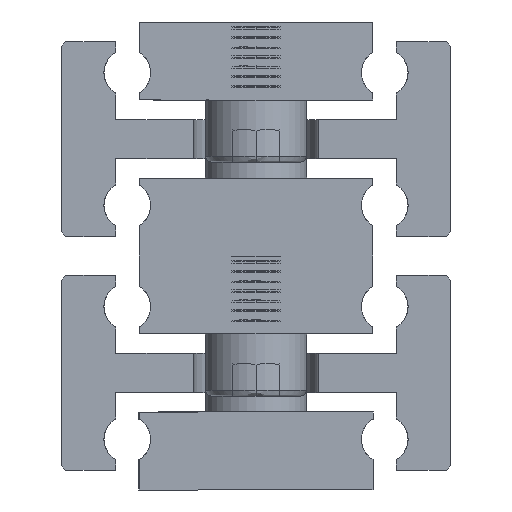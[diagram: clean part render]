
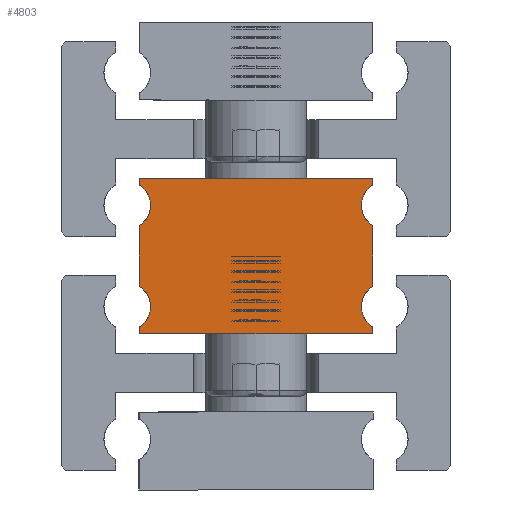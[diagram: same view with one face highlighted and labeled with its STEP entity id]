
A CAD part, front view. The second image highlights one B-rep face of the part: STEP entity #4803.
In plain terms, the highlighted planar face has unit normal (0, -1, 0).
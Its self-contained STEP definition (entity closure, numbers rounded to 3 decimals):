
#2457=CARTESIAN_POINT('',(0.,-400.0,-3.5));
#2458=VERTEX_POINT('',#2457);
#2622=CARTESIAN_POINT('',(-13.5,-400.0,0.));
#2623=VERTEX_POINT('',#2622);
#2632=CARTESIAN_POINT('',(-15.0,-400.0,2.598));
#2633=VERTEX_POINT('',#2632);
#2634=CARTESIAN_POINT('',(-16.5,-400.0,0.0));
#2635=DIRECTION('',(0.0,1.0,0.0));
#2636=DIRECTION('',(1.0,0.0,0.0));
#2637=AXIS2_PLACEMENT_3D('',#2634,#2635,#2636);
#2638=CIRCLE('',#2637,3.0);
#2639=EDGE_CURVE('',#2633,#2623,#2638,.T.);
#2771=CARTESIAN_POINT('',(15.0,-400.0,2.598));
#2772=VERTEX_POINT('',#2771);
#2779=CARTESIAN_POINT('',(13.5,-400.0,0.));
#2780=VERTEX_POINT('',#2779);
#2781=CARTESIAN_POINT('',(16.5,-400.0,0.0));
#2782=DIRECTION('',(0.0,1.0,0.0));
#2783=DIRECTION('',(1.0,0.0,0.0));
#2784=AXIS2_PLACEMENT_3D('',#2781,#2782,#2783);
#2785=CIRCLE('',#2784,3.0);
#2786=EDGE_CURVE('',#2780,#2772,#2785,.T.);
#2848=CARTESIAN_POINT('',(-13.5,-400.0,13.0));
#2849=VERTEX_POINT('',#2848);
#2858=CARTESIAN_POINT('',(-15.0,-400.0,15.598));
#2859=VERTEX_POINT('',#2858);
#2860=CARTESIAN_POINT('',(-16.5,-400.0,13.0));
#2861=DIRECTION('',(0.0,1.0,0.0));
#2862=DIRECTION('',(1.0,0.0,0.0));
#2863=AXIS2_PLACEMENT_3D('',#2860,#2861,#2862);
#2864=CIRCLE('',#2863,3.0);
#2865=EDGE_CURVE('',#2859,#2849,#2864,.T.);
#2997=CARTESIAN_POINT('',(15.0,-400.0,15.598));
#2998=VERTEX_POINT('',#2997);
#3005=CARTESIAN_POINT('',(13.5,-400.0,13.0));
#3006=VERTEX_POINT('',#3005);
#3007=CARTESIAN_POINT('',(16.5,-400.0,13.0));
#3008=DIRECTION('',(0.0,1.0,0.0));
#3009=DIRECTION('',(1.0,0.0,0.0));
#3010=AXIS2_PLACEMENT_3D('',#3007,#3008,#3009);
#3011=CIRCLE('',#3010,3.0);
#3012=EDGE_CURVE('',#3006,#2998,#3011,.T.);
#4084=CARTESIAN_POINT('',(-15.,-400.0,16.5));
#4085=VERTEX_POINT('',#4084);
#4092=CARTESIAN_POINT('',(15.0,-400.0,16.5));
#4093=VERTEX_POINT('',#4092);
#4094=CARTESIAN_POINT('',(-15.,-400.0,16.5));
#4095=DIRECTION('',(1.0,0.0,0.0));
#4096=VECTOR('',#4095,30.);
#4097=LINE('',#4094,#4096);
#4098=EDGE_CURVE('',#4085,#4093,#4097,.T.);
#4291=CARTESIAN_POINT('',(15.0,-400.0,16.5));
#4292=DIRECTION('',(0.0,0.0,-1.0));
#4293=VECTOR('',#4292,0.902);
#4294=LINE('',#4291,#4293);
#4295=EDGE_CURVE('',#4093,#2998,#4294,.T.);
#4308=CARTESIAN_POINT('',(15.0,-400.0,10.402));
#4309=VERTEX_POINT('',#4308);
#4316=CARTESIAN_POINT('',(15.0,-400.0,10.402));
#4317=DIRECTION('',(0.0,0.0,-1.0));
#4318=VECTOR('',#4317,7.804);
#4319=LINE('',#4316,#4318);
#4320=EDGE_CURVE('',#4309,#2772,#4319,.T.);
#4489=CARTESIAN_POINT('',(15.0,-400.0,-2.598));
#4490=VERTEX_POINT('',#4489);
#4497=CARTESIAN_POINT('',(15.0,-400.0,-3.5));
#4498=VERTEX_POINT('',#4497);
#4499=CARTESIAN_POINT('',(15.0,-400.0,-2.598));
#4500=DIRECTION('',(0.0,0.0,-1.0));
#4501=VECTOR('',#4500,0.902);
#4502=LINE('',#4499,#4501);
#4503=EDGE_CURVE('',#4490,#4498,#4502,.T.);
#4539=CARTESIAN_POINT('',(16.5,-400.0,13.0));
#4540=DIRECTION('',(0.0,1.0,0.0));
#4541=DIRECTION('',(1.0,0.0,0.0));
#4542=AXIS2_PLACEMENT_3D('',#4539,#4540,#4541);
#4543=CIRCLE('',#4542,3.0);
#4544=EDGE_CURVE('',#4309,#3006,#4543,.T.);
#4579=CARTESIAN_POINT('',(-15.0,-400.0,10.402));
#4580=VERTEX_POINT('',#4579);
#4587=CARTESIAN_POINT('',(-16.5,-400.0,13.0));
#4588=DIRECTION('',(0.0,1.0,0.0));
#4589=DIRECTION('',(1.0,0.0,0.0));
#4590=AXIS2_PLACEMENT_3D('',#4587,#4588,#4589);
#4591=CIRCLE('',#4590,3.0);
#4592=EDGE_CURVE('',#2849,#4580,#4591,.T.);
#4610=CARTESIAN_POINT('',(-15.0,-400.0,2.598));
#4611=DIRECTION('',(0.0,0.0,1.0));
#4612=VECTOR('',#4611,7.804);
#4613=LINE('',#4610,#4612);
#4614=EDGE_CURVE('',#2633,#4580,#4613,.T.);
#4684=CARTESIAN_POINT('',(16.5,-400.0,0.0));
#4685=DIRECTION('',(0.0,1.0,0.0));
#4686=DIRECTION('',(1.0,0.0,0.0));
#4687=AXIS2_PLACEMENT_3D('',#4684,#4685,#4686);
#4688=CIRCLE('',#4687,3.0);
#4689=EDGE_CURVE('',#4490,#2780,#4688,.T.);
#4710=CARTESIAN_POINT('',(-15.0,-400.0,-2.598));
#4711=VERTEX_POINT('',#4710);
#4718=CARTESIAN_POINT('',(-16.5,-400.0,0.0));
#4719=DIRECTION('',(0.0,1.0,0.0));
#4720=DIRECTION('',(1.0,0.0,0.0));
#4721=AXIS2_PLACEMENT_3D('',#4718,#4719,#4720);
#4722=CIRCLE('',#4721,3.0);
#4723=EDGE_CURVE('',#2623,#4711,#4722,.T.);
#4735=CARTESIAN_POINT('',(-15.0,-400.0,-3.5));
#4736=VERTEX_POINT('',#4735);
#4743=CARTESIAN_POINT('',(-15.0,-400.0,-3.5));
#4744=DIRECTION('',(0.0,0.0,1.0));
#4745=VECTOR('',#4744,0.902);
#4746=LINE('',#4743,#4745);
#4747=EDGE_CURVE('',#4736,#4711,#4746,.T.);
#4758=CARTESIAN_POINT('',(-15.0,-400.0,15.598));
#4759=DIRECTION('',(0.0,0.0,1.0));
#4760=VECTOR('',#4759,0.902);
#4761=LINE('',#4758,#4760);
#4762=EDGE_CURVE('',#2859,#4085,#4761,.T.);
#4769=CARTESIAN_POINT('',(0.,-400.0,1.5));
#4770=DIRECTION('',(0.0,1.0,0.0));
#4771=DIRECTION('',(0.0,0.0,1.0));
#4772=AXIS2_PLACEMENT_3D('',#4769,#4770,#4771);
#4773=PLANE('',#4772);
#4774=ORIENTED_EDGE('',*,*,#4544,.T.);
#4775=ORIENTED_EDGE('',*,*,#3012,.T.);
#4776=ORIENTED_EDGE('',*,*,#4295,.F.);
#4777=ORIENTED_EDGE('',*,*,#4098,.F.);
#4778=ORIENTED_EDGE('',*,*,#4762,.F.);
#4779=ORIENTED_EDGE('',*,*,#2865,.T.);
#4780=ORIENTED_EDGE('',*,*,#4592,.T.);
#4781=ORIENTED_EDGE('',*,*,#4614,.F.);
#4782=ORIENTED_EDGE('',*,*,#2639,.T.);
#4783=ORIENTED_EDGE('',*,*,#4723,.T.);
#4784=ORIENTED_EDGE('',*,*,#4747,.F.);
#4785=CARTESIAN_POINT('',(0.,-400.0,-3.5));
#4786=DIRECTION('',(-1.0,0.0,0.0));
#4787=VECTOR('',#4786,15.0);
#4788=LINE('',#4785,#4787);
#4789=EDGE_CURVE('',#2458,#4736,#4788,.T.);
#4790=ORIENTED_EDGE('',*,*,#4789,.F.);
#4791=CARTESIAN_POINT('',(15.0,-400.0,-3.5));
#4792=DIRECTION('',(-1.0,0.0,0.0));
#4793=VECTOR('',#4792,15.0);
#4794=LINE('',#4791,#4793);
#4795=EDGE_CURVE('',#4498,#2458,#4794,.T.);
#4796=ORIENTED_EDGE('',*,*,#4795,.F.);
#4797=ORIENTED_EDGE('',*,*,#4503,.F.);
#4798=ORIENTED_EDGE('',*,*,#4689,.T.);
#4799=ORIENTED_EDGE('',*,*,#2786,.T.);
#4800=ORIENTED_EDGE('',*,*,#4320,.F.);
#4801=EDGE_LOOP('',(#4774,#4775,#4776,#4777,#4778,#4779,#4780,#4781,#4782,#4783,#4784,#4790,#4796,#4797,#4798,#4799,#4800));
#4802=FACE_OUTER_BOUND('',#4801,.T.);
#4803=ADVANCED_FACE('',(#4802),#4773,.F.);
